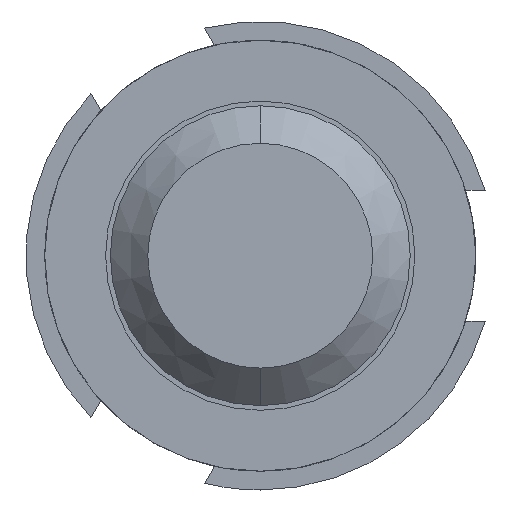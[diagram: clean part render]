
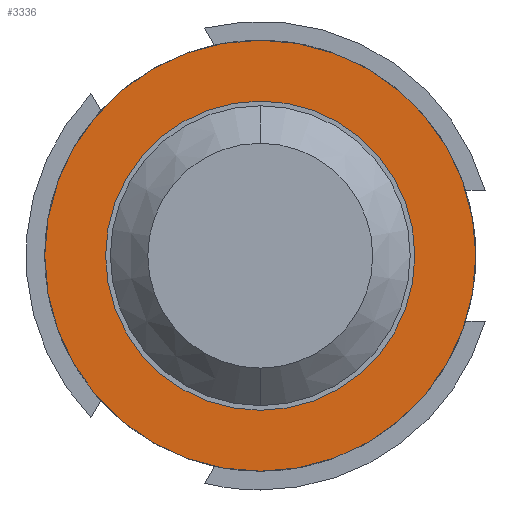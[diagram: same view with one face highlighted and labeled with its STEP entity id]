
A CAD part, front view. The second image highlights one B-rep face of the part: STEP entity #3336.
In plain terms, the highlighted planar face has unit normal (0, -1, 0).
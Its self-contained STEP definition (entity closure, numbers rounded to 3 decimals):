
#123 = VERTEX_POINT ( 'NONE', #4528 ) ;
#182 = EDGE_LOOP ( 'NONE', ( #885, #2987 ) ) ;
#377 = DIRECTION ( 'NONE',  ( 0., 0., 1. ) ) ;
#548 = EDGE_CURVE ( 'Defeature ausgef�hrt4_46+Defeature ausgef�hrt4_45+Defeature ausgef�hrt4_45+Defeature ausgef�hrt4_45', #2480, #123, #1880, .T. ) ;
#603 = ORIENTED_EDGE ( 'NONE', *, *, #548, .T. ) ;
#624 = CARTESIAN_POINT ( 'NONE',  ( 0., -1.5, 0. ) ) ;
#669 = DIRECTION ( 'NONE',  ( 0., 1., 0. ) ) ;
#774 = VERTEX_POINT ( 'NONE', #4176 ) ;
#855 = EDGE_CURVE ( 'Defeature ausgef�hrt4_42+Defeature ausgef�hrt4_46+Defeature ausgef�hrt4_46+Defeature ausgef�hrt4_46', #774, #3538, #4532, .T. ) ;
#885 = ORIENTED_EDGE ( 'NONE', *, *, #3620, .F. ) ;
#947 = PLANE ( 'NONE',  #2555 ) ;
#1085 = DIRECTION ( 'NONE',  ( 0., 1., 0. ) ) ;
#1184 = DIRECTION ( 'NONE',  ( 0., 0., 1. ) ) ;
#1226 = CARTESIAN_POINT ( 'NONE',  ( 0., -1.5, 0. ) ) ;
#1514 = FACE_BOUND ( 'NONE', #3844, .T. ) ;
#1562 = AXIS2_PLACEMENT_3D ( 'NONE', #1226, #2613, #1184 ) ;
#1616 = CARTESIAN_POINT ( 'NONE',  ( 0.825, -1.5, 0. ) ) ;
#1676 = DIRECTION ( 'NONE',  ( 0., 0., 1. ) ) ;
#1861 = CIRCLE ( 'NONE', #4070, 1.15 ) ;
#1880 = CIRCLE ( 'NONE', #2330, 0.825 ) ;
#1899 = DIRECTION ( 'NONE',  ( 0., 0., 1. ) ) ;
#2304 = ORIENTED_EDGE ( 'NONE', *, *, #3152, .T. ) ;
#2330 = AXIS2_PLACEMENT_3D ( 'NONE', #4022, #3682, #1899 ) ;
#2480 = VERTEX_POINT ( 'NONE', #3228 ) ;
#2555 = AXIS2_PLACEMENT_3D ( 'NONE', #1616, #1085, #377 ) ;
#2583 = CIRCLE ( 'NONE', #1562, 0.825 ) ;
#2613 = DIRECTION ( 'NONE',  ( 0., 1., 0. ) ) ;
#2987 = ORIENTED_EDGE ( 'NONE', *, *, #855, .F. ) ;
#3152 = EDGE_CURVE ( 'Defeature ausgef�hrt4_46+Defeature ausgef�hrt4_45+Defeature ausgef�hrt4_45+Defeature ausgef�hrt4_45', #123, #2480, #2583, .T. ) ;
#3228 = CARTESIAN_POINT ( 'NONE',  ( 0., -1.5, -0.825 ) ) ;
#3336 = ADVANCED_FACE ( 'Defeature ausgef�hrt4_46', ( #3403, #1514 ), #947, .F. ) ;
#3403 = FACE_OUTER_BOUND ( 'NONE', #182, .T. ) ;
#3538 = VERTEX_POINT ( 'NONE', #4358 ) ;
#3620 = EDGE_CURVE ( 'Defeature ausgef�hrt4_42+Defeature ausgef�hrt4_46+Defeature ausgef�hrt4_46+Defeature ausgef�hrt4_46', #3538, #774, #1861, .T. ) ;
#3682 = DIRECTION ( 'NONE',  ( 0., 1., 0. ) ) ;
#3804 = DIRECTION ( 'NONE',  ( 0., 1., 0. ) ) ;
#3816 = DIRECTION ( 'NONE',  ( 0., 0., 1. ) ) ;
#3839 = CARTESIAN_POINT ( 'NONE',  ( 0., -1.5, 0. ) ) ;
#3844 = EDGE_LOOP ( 'NONE', ( #2304, #603 ) ) ;
#3849 = AXIS2_PLACEMENT_3D ( 'NONE', #3839, #3804, #1676 ) ;
#4022 = CARTESIAN_POINT ( 'NONE',  ( 0., -1.5, 0. ) ) ;
#4070 = AXIS2_PLACEMENT_3D ( 'NONE', #624, #669, #3816 ) ;
#4176 = CARTESIAN_POINT ( 'NONE',  ( 0., -1.5, -1.15 ) ) ;
#4358 = CARTESIAN_POINT ( 'NONE',  ( 0., -1.5, 1.15 ) ) ;
#4528 = CARTESIAN_POINT ( 'NONE',  ( 0., -1.5, 0.825 ) ) ;
#4532 = CIRCLE ( 'NONE', #3849, 1.15 ) ;
